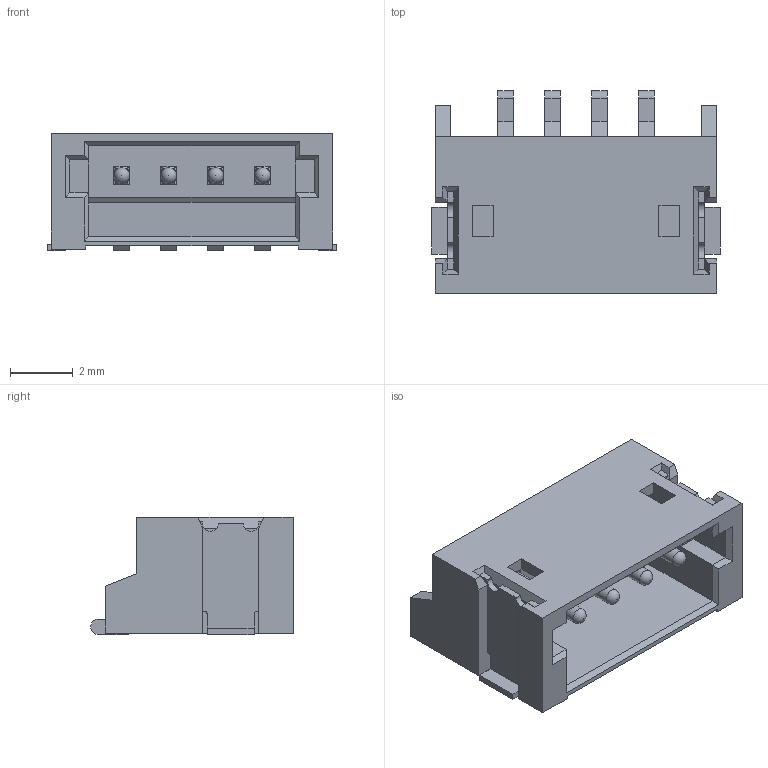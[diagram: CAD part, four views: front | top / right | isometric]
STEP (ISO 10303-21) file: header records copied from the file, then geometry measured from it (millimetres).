
FILE_DESCRIPTION(/* description */ ('Unknown'),/* implementation_level */ '2;1');
FILE_NAME(/* name */ '648104131822',/* time_stamp */ '2023-03-22T16:51:49+01:00',/* author */ ('Unknown'),/* organization */ ('Unknown'),/* preprocessor_version */ 'ST-DEVELOPER v18.102',/* originating_system */ 'Solid Edge',/* authorisation */ 'Unknown');
FILE_SCHEMA (('AUTOMOTIVE_DESIGN {1 0 10303 214 3 1 1}'));
Length unit declared in the file: millimetre
Products named in the file (4): 6481xx131822; 648104131822; 6481xx131822_PIN; 6481xx131822_PATTE
Assembly tree (7 placements, depth 2):
  6481xx131822
    648104131822
    6481xx131822_PIN  x4
    6481xx131822_PATTE  x2
Bounding box: 9.21 x 6.47 x 3.75 mm (x, y, z)
Volume: 77.6 mm3; surface area: 408.4 mm2
Topology: 7 solids, 7 shells, 253 faces, 692 edges, 432 vertices
Faces by surface type: plane 205, cylinder 20, bspline 16, torus 12
Full cylindrical faces by diameter (mm): 0.5 x4
Entity records: 5524 total; most frequent: CARTESIAN_POINT 1023, ORIENTED_EDGE 944, DIRECTION 842, EDGE_CURVE 472, LINE 444, VECTOR 444, VERTEX_POINT 304, AXIS2_PLACEMENT_3D 199
